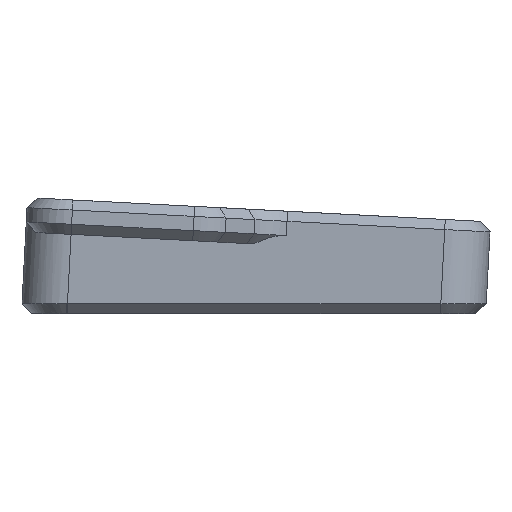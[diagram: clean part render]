
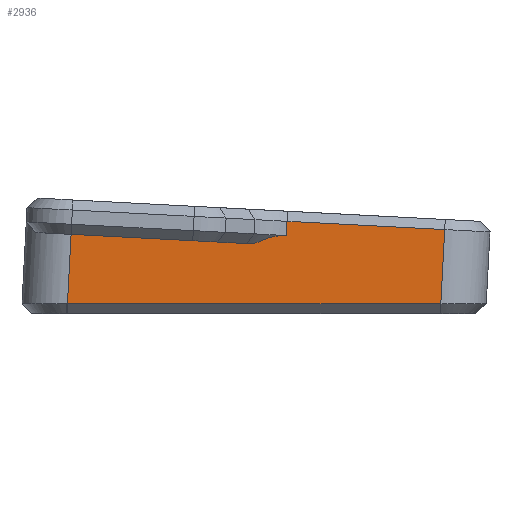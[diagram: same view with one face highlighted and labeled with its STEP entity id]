
A CAD part, left-side view. The second image highlights one B-rep face of the part: STEP entity #2936.
In plain terms, the highlighted planar face has unit normal (-1, 0, 0).
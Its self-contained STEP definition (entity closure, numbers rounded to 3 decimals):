
#27=B_SPLINE_CURVE_WITH_KNOTS('',3,(#4938,#4939,#4940,#4941),
 .UNSPECIFIED.,.F.,.F.,(4,4),(1.559,1.571),
 .UNSPECIFIED.);
#42=(
BOUNDED_CURVE()
B_SPLINE_CURVE(2,(#4547,#4548,#4549),.UNSPECIFIED.,.F.,.F.)
B_SPLINE_CURVE_WITH_KNOTS((3,3),(0.,0.35),.UNSPECIFIED.)
CURVE()
GEOMETRIC_REPRESENTATION_ITEM()
RATIONAL_B_SPLINE_CURVE((1.,1.414,1.))
REPRESENTATION_ITEM('')
);
#43=(
BOUNDED_CURVE()
B_SPLINE_CURVE(2,(#4646,#4647,#4648),.UNSPECIFIED.,.F.,.F.)
B_SPLINE_CURVE_WITH_KNOTS((3,3),(0.669,1.338),
 .UNSPECIFIED.)
CURVE()
GEOMETRIC_REPRESENTATION_ITEM()
RATIONAL_B_SPLINE_CURVE((1.,1.054,1.))
REPRESENTATION_ITEM('')
);
#138=PLANE('',#3203);
#270=FACE_OUTER_BOUND('',#451,.T.);
#451=EDGE_LOOP('',(#2357,#2358,#2359,#2360,#2361,#2362,#2363,#2364,#2365,
#2366,#2367,#2368,#2369));
#654=LINE('',#4627,#934);
#655=LINE('',#4630,#935);
#682=LINE('',#4716,#962);
#691=LINE('',#4810,#971);
#702=LINE('',#5004,#982);
#703=LINE('',#5006,#983);
#704=LINE('',#5007,#984);
#705=LINE('',#5009,#985);
#706=LINE('',#5011,#986);
#707=LINE('',#5012,#987);
#934=VECTOR('',#3718,10.);
#935=VECTOR('',#3721,10.);
#962=VECTOR('',#3800,10.);
#971=VECTOR('',#3815,10.);
#982=VECTOR('',#3832,10.);
#983=VECTOR('',#3833,10.);
#984=VECTOR('',#3834,10.);
#985=VECTOR('',#3835,10.);
#986=VECTOR('',#3836,10.);
#987=VECTOR('',#3837,10.);
#1338=VERTEX_POINT('',#4545);
#1339=VERTEX_POINT('',#4546);
#1355=VERTEX_POINT('',#4618);
#1356=VERTEX_POINT('',#4625);
#1357=VERTEX_POINT('',#4629);
#1364=VERTEX_POINT('',#4645);
#1387=VERTEX_POINT('',#4715);
#1394=VERTEX_POINT('',#4803);
#1397=VERTEX_POINT('',#4808);
#1398=VERTEX_POINT('',#4859);
#1410=VERTEX_POINT('',#5005);
#1411=VERTEX_POINT('',#5008);
#1412=VERTEX_POINT('',#5010);
#1652=EDGE_CURVE('',#1338,#1339,#42,.F.);
#1678=EDGE_CURVE('',#1356,#1355,#654,.T.);
#1679=EDGE_CURVE('',#1357,#1339,#655,.T.);
#1687=EDGE_CURVE('',#1357,#1364,#43,.F.);
#1721=EDGE_CURVE('',#1364,#1387,#682,.T.);
#1735=EDGE_CURVE('',#1397,#1394,#691,.T.);
#1748=EDGE_CURVE('',#1398,#1397,#27,.T.);
#1758=EDGE_CURVE('',#1394,#1356,#702,.T.);
#1759=EDGE_CURVE('',#1410,#1398,#703,.T.);
#1760=EDGE_CURVE('',#1387,#1410,#704,.T.);
#1761=EDGE_CURVE('',#1411,#1338,#705,.T.);
#1762=EDGE_CURVE('',#1412,#1411,#706,.T.);
#1763=EDGE_CURVE('',#1355,#1412,#707,.T.);
#2357=ORIENTED_EDGE('',*,*,#1758,.F.);
#2358=ORIENTED_EDGE('',*,*,#1735,.F.);
#2359=ORIENTED_EDGE('',*,*,#1748,.F.);
#2360=ORIENTED_EDGE('',*,*,#1759,.F.);
#2361=ORIENTED_EDGE('',*,*,#1760,.F.);
#2362=ORIENTED_EDGE('',*,*,#1721,.F.);
#2363=ORIENTED_EDGE('',*,*,#1687,.F.);
#2364=ORIENTED_EDGE('',*,*,#1679,.T.);
#2365=ORIENTED_EDGE('',*,*,#1652,.F.);
#2366=ORIENTED_EDGE('',*,*,#1761,.F.);
#2367=ORIENTED_EDGE('',*,*,#1762,.F.);
#2368=ORIENTED_EDGE('',*,*,#1763,.F.);
#2369=ORIENTED_EDGE('',*,*,#1678,.F.);
#2936=ADVANCED_FACE('',(#270),#138,.T.);
#3203=AXIS2_PLACEMENT_3D('',#5003,#3830,#3831);
#3718=DIRECTION('',(0.,0.999,0.052));
#3721=DIRECTION('',(0.,0.999,0.052));
#3800=DIRECTION('',(0.,-0.052,0.999));
#3815=DIRECTION('',(0.,1.,0.));
#3830=DIRECTION('center_axis',(-1.,0.,0.));
#3831=DIRECTION('ref_axis',(0.,-0.999,-0.052));
#3832=DIRECTION('',(0.,-0.052,0.999));
#3833=DIRECTION('',(0.,0.052,-0.999));
#3834=DIRECTION('',(0.,-0.999,-0.052));
#3835=DIRECTION('',(0.,0.052,-0.999));
#3836=DIRECTION('',(0.,-0.999,-0.052));
#3837=DIRECTION('',(0.,-0.052,0.999));
#4545=CARTESIAN_POINT('',(6.614,18.131,16.166));
#4546=CARTESIAN_POINT('',(6.614,15.411,14.021));
#4547=CARTESIAN_POINT('Ctrl Pts',(6.614,15.411,14.021));
#4548=CARTESIAN_POINT('Ctrl Pts',(6.614,17.425,16.129));
#4549=CARTESIAN_POINT('Ctrl Pts',(6.614,18.131,16.166));
#4618=CARTESIAN_POINT('',(6.614,45.679,17.61));
#4625=CARTESIAN_POINT('',(6.614,44.68,17.558));
#4627=CARTESIAN_POINT('',(6.614,41.71,17.402));
#4629=CARTESIAN_POINT('',(6.614,8.532,13.66));
#4630=CARTESIAN_POINT('',(6.614,41.814,15.405));
#4645=CARTESIAN_POINT('',(6.614,2.111,15.327));
#4646=CARTESIAN_POINT('Ctrl Pts',(6.614,2.111,15.327));
#4647=CARTESIAN_POINT('Ctrl Pts',(6.614,4.953,15.476));
#4648=CARTESIAN_POINT('Ctrl Pts',(6.614,8.532,13.66));
#4715=CARTESIAN_POINT('',(6.614,1.963,18.151));
#4716=CARTESIAN_POINT('',(6.614,2.331,11.13));
#4803=CARTESIAN_POINT('',(6.614,45.507,1.788));
#4808=CARTESIAN_POINT('',(6.614,-28.44,1.788));
#4810=CARTESIAN_POINT('',(6.614,31.473,1.788));
#4859=CARTESIAN_POINT('',(6.614,-28.545,1.788));
#4938=CARTESIAN_POINT('Ctrl Pts',(6.614,-28.545,1.788));
#4939=CARTESIAN_POINT('Ctrl Pts',(6.614,-28.51,1.788));
#4940=CARTESIAN_POINT('Ctrl Pts',(6.614,-28.475,1.788));
#4941=CARTESIAN_POINT('Ctrl Pts',(6.614,-28.44,1.788));
#5003=CARTESIAN_POINT('Origin',(6.614,54.36,4.815));
#5004=CARTESIAN_POINT('',(6.614,45.373,4.344));
#5005=CARTESIAN_POINT('',(6.614,-29.316,16.511));
#5006=CARTESIAN_POINT('',(6.614,-28.476,0.473));
#5007=CARTESIAN_POINT('',(6.614,30.564,19.65));
#5008=CARTESIAN_POINT('',(6.614,17.983,18.99));
#5009=CARTESIAN_POINT('',(6.614,18.351,11.97));
#5010=CARTESIAN_POINT('',(6.614,45.531,20.434));
#5011=CARTESIAN_POINT('',(6.614,30.564,19.65));
#5012=CARTESIAN_POINT('',(6.614,45.899,13.414));
